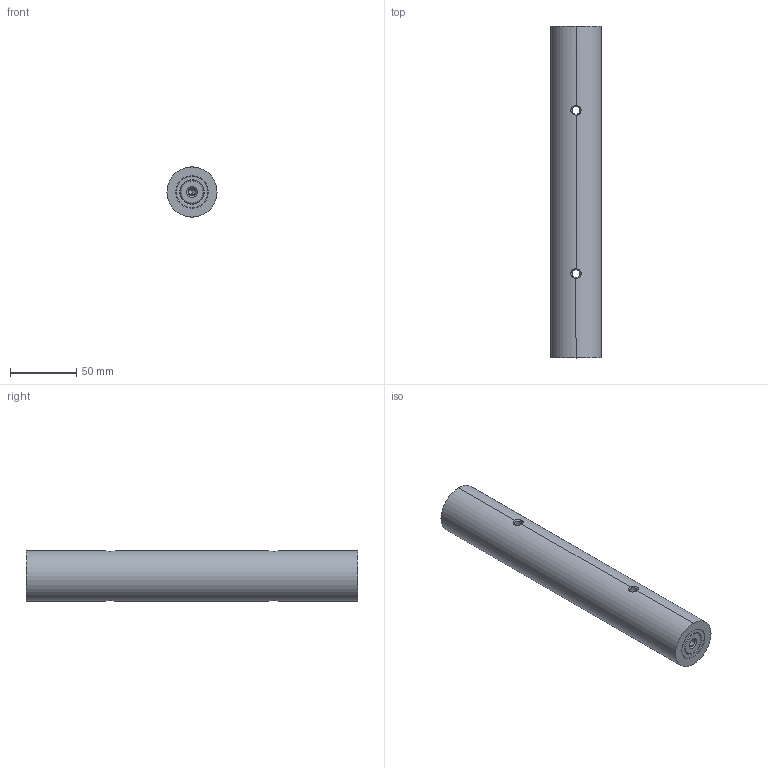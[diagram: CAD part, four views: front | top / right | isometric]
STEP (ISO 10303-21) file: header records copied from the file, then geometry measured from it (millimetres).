
FILE_DESCRIPTION (( 'STEP AP214' ), '1' );
FILE_NAME ('0485-E0W.STEP', '2018-08-15T11:53:19', ( 'admin' ), ( '' ), 'SwSTEP 2.0', 'SolidWorks 2018', '' );
FILE_SCHEMA (( 'AUTOMOTIVE_DESIGN' ));
Length unit declared in the file: inch
Products named in the file (1): 0485-E0W
Bounding box: 37.74 x 250 x 37.74 mm (x, y, z)
Volume: 276630.7 mm3; surface area: 33636.8 mm2
Topology: 1 solids, 1 shells, 50 faces, 122 edges, 74 vertices
Faces by surface type: cone 20, cylinder 14, bspline 8, plane 8
Entity records: 7012 total; most frequent: CARTESIAN_POINT 5219, ORIENTED_EDGE 236, DIRECTION 212, EDGE_CURVE 118, AXIS2_PLACEMENT_3D 87, VERTEX_POINT 74, EDGE_LOOP 58, DIMENSIONAL_EXPONENTS 53
